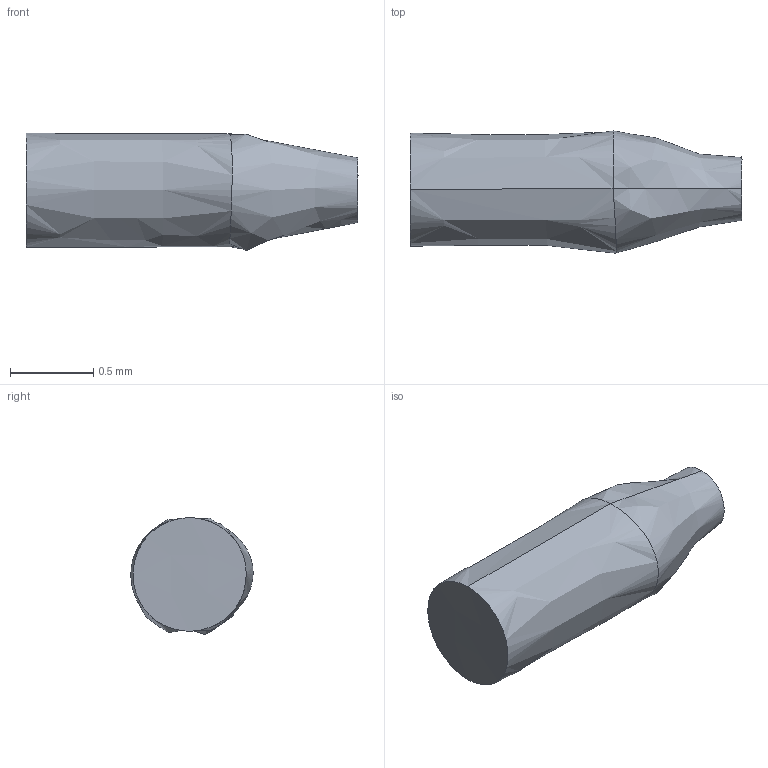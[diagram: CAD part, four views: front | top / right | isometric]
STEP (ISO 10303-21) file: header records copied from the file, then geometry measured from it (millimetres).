
FILE_DESCRIPTION(('Open CASCADE Model'),'2;1');
FILE_NAME('Open CASCADE Shape Model','2024-12-01T22:06:15',('Author'),( 'Open CASCADE'),'Open CASCADE STEP processor 7.5','Open CASCADE 7.5' ,'Unknown');
FILE_SCHEMA(('CONFIG_CONTROL_DESIGN'));
Length unit declared in the file: millimetre
Products named in the file (1): Open CASCADE STEP translator 7.5 715
Bounding box: 1.99 x 0.73 x 0.7 mm (x, y, z)
Volume: 0.6 mm3; surface area: 4.5 mm2
Topology: 1 solids, 1 shells, 6 faces, 10 edges, 6 vertices
Faces by surface type: bspline 6
Entity records: 481 total; most frequent: CARTESIAN_POINT 294, B_SPLINE_CURVE_WITH_KNOTS 30, ORIENTED_EDGE 20, PCURVE 20, DEFINITIONAL_REPRESENTATION 20, EDGE_CURVE 10, SURFACE_CURVE 10, ADVANCED_FACE 6
